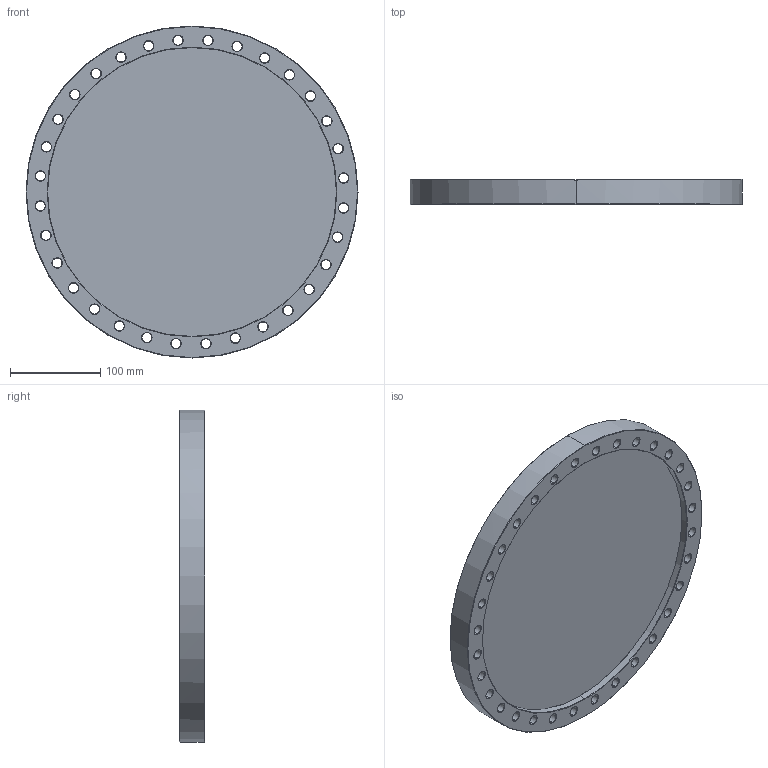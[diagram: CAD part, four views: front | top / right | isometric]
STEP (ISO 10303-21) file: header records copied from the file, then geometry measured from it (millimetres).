
FILE_DESCRIPTION (( 'STEP AP214' ), '1' );
FILE_NAME ('Hositrad_CF300-BR-ISO3669.STEP', '2017-08-22T08:06:40', ( 'Gebruiker' ), ( '' ), 'SwSTEP 2.0', 'SolidWorks 2017', '' );
FILE_SCHEMA (( 'AUTOMOTIVE_DESIGN' ));
Length unit declared in the file: millimetre
Products named in the file (3): CF300-R-innerring-ISO3669; CF300-R-outerring-ISO3669_NW300-R outerring; Hositrad_CF300-BR-ISO3669
Assembly tree (2 placements, depth 2):
  Hositrad_CF300-BR-ISO3669
    CF300-R-outerring-ISO3669_NW300-R outerring
    CF300-R-innerring-ISO3669
Bounding box: 368.3 x 28 x 368.3 mm (x, y, z)
Volume: 2138556.7 mm3; surface area: 321867.5 mm2
Topology: 2 solids, 2 shells, 228 faces, 628 edges, 372 vertices
Faces by surface type: cone 144, cylinder 72, plane 12
Entity records: 7576 total; most frequent: DIRECTION 1406, CARTESIAN_POINT 1365, ORIENTED_EDGE 1256, EDGE_CURVE 628, AXIS2_PLACEMENT_3D 589, VERTEX_POINT 372, CIRCLE 356, EDGE_LOOP 262
